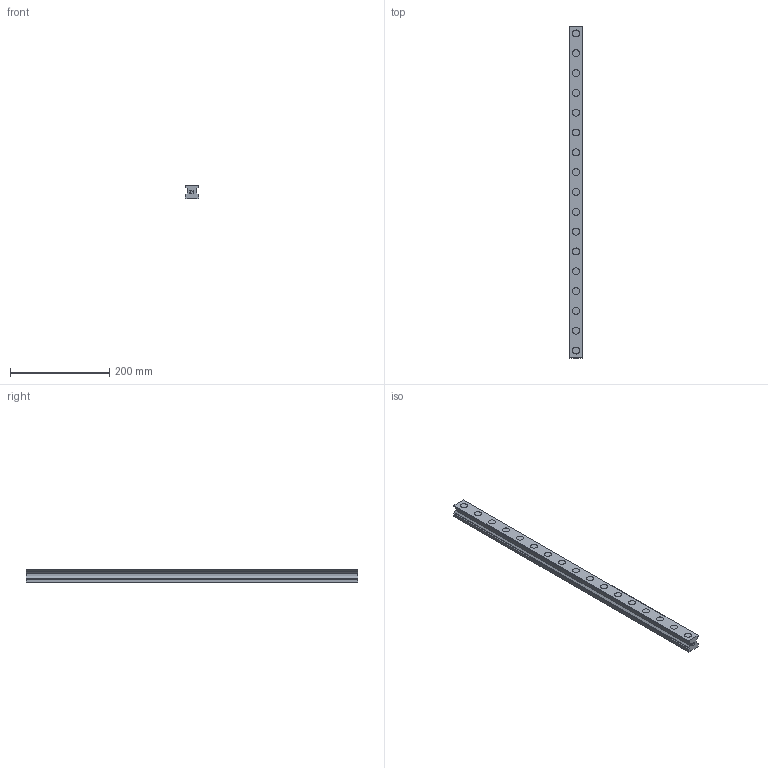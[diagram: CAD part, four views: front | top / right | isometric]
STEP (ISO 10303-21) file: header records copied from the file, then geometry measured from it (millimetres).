
FILE_DESCRIPTION(('STEP AP214'),'1');
FILE_NAME('cctmp_49C3F2B5-6059-4673-B6CB-D203801FAC7F_2021_03_11_12_41_08_0523..stp','2021-03-11T11:41:08',('HIWIN GmbH'),('CADClick - www.CADClick.com'),'Spatial InterOp 3D',' ','unknown authorization');
FILE_SCHEMA(('AUTOMOTIVE_DESIGN'));
Length unit declared in the file: millimetre
Products named in the file (1): RGR30R670H_FILE
Bounding box: 28 x 670 x 28 mm (x, y, z)
Volume: 383818.6 mm3; surface area: 100645.9 mm2
Topology: 1 solids, 1 shells, 268 faces, 633 edges, 422 vertices
Faces by surface type: plane 148, cylinder 120
Entity records: 9945 total; most frequent: DIRECTION 1411, CARTESIAN_POINT 1324, ORIENTED_EDGE 1266, EDGE_CURVE 633, AXIS2_PLACEMENT_3D 509, VERTEX_POINT 422, LINE 393, VECTOR 393
